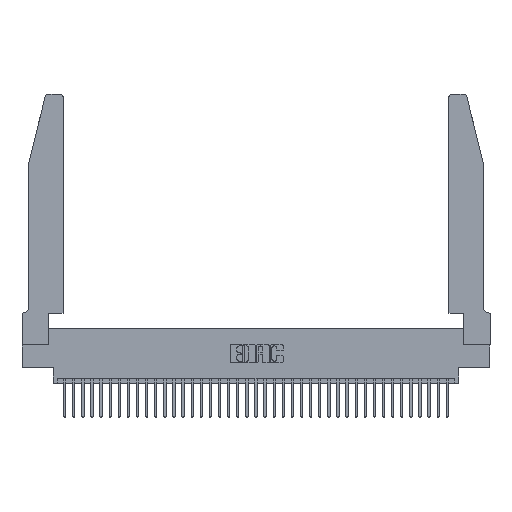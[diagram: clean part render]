
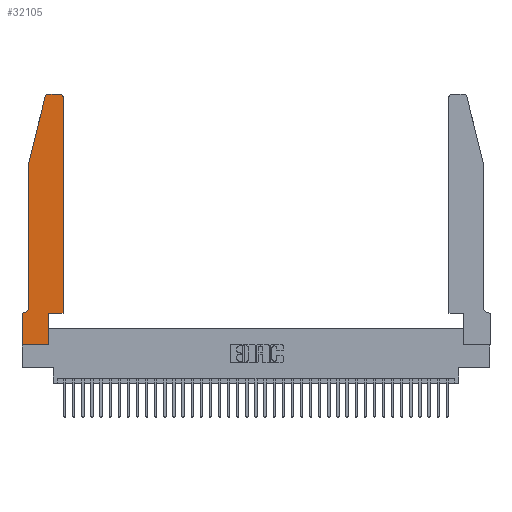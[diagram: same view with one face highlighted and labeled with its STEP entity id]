
A CAD part, top view. The second image highlights one B-rep face of the part: STEP entity #32105.
In plain terms, the highlighted planar face has unit normal (0, 0, 1).
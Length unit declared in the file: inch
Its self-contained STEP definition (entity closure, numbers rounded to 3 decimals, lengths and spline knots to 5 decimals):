
#321 = LINE ( 'NONE', #22030, #37506 ) ;
#795 = EDGE_CURVE ( 'NONE', #27000, #12355, #29409, .T. ) ;
#1312 = EDGE_CURVE ( 'NONE', #34123, #27000, #37217, .T. ) ;
#1570 = CARTESIAN_POINT ( 'NONE',  ( 0.2605, 2.75, 0.37 ) ) ;
#1636 = CARTESIAN_POINT ( 'NONE',  ( 0.0755, 2., 0.37 ) ) ;
#1703 = EDGE_CURVE ( 'NONE', #10692, #14107, #19679, .T. ) ;
#1886 = ORIENTED_EDGE ( 'NONE', *, *, #3137, .T. ) ;
#2058 = ORIENTED_EDGE ( 'NONE', *, *, #11299, .T. ) ;
#2405 = PLANE ( 'NONE',  #27211 ) ;
#2422 = CIRCLE ( 'NONE', #10812, 0.03 ) ;
#2989 = CARTESIAN_POINT ( 'NONE',  ( 0.0755, 0.35, 0.37 ) ) ;
#3137 = EDGE_CURVE ( 'NONE', #33098, #26134, #33566, .T. ) ;
#4234 = DIRECTION ( 'NONE',  ( 0., -1., 0. ) ) ;
#4565 = ORIENTED_EDGE ( 'NONE', *, *, #23694, .T. ) ;
#4765 = ORIENTED_EDGE ( 'NONE', *, *, #1703, .T. ) ;
#4813 = DIRECTION ( 'NONE',  ( 0., 0., 1. ) ) ;
#5107 = VECTOR ( 'NONE', #19258, 39.37008 ) ;
#5834 = CARTESIAN_POINT ( 'NONE',  ( 0.0755, 2., 0.37 ) ) ;
#6406 = CARTESIAN_POINT ( 'NONE',  ( 0.0055, 0.35, 0.37 ) ) ;
#7212 = CARTESIAN_POINT ( 'NONE',  ( 0.0755, 2., 0.37 ) ) ;
#7578 = EDGE_CURVE ( 'NONE', #21150, #10692, #19712, .T. ) ;
#7604 = CARTESIAN_POINT ( 'NONE',  ( 0.4205, 2.75, 0.37 ) ) ;
#9084 = ORIENTED_EDGE ( 'NONE', *, *, #7578, .T. ) ;
#9532 = ORIENTED_EDGE ( 'NONE', *, *, #36551, .T. ) ;
#10261 = VERTEX_POINT ( 'NONE', #7604 ) ;
#10465 = VECTOR ( 'NONE', #12136, 39.37008 ) ;
#10692 = VERTEX_POINT ( 'NONE', #34939 ) ;
#10812 = AXIS2_PLACEMENT_3D ( 'NONE', #16857, #4813, #13955 ) ;
#11135 = DIRECTION ( 'NONE',  ( 0., 1., 0. ) ) ;
#11299 = EDGE_CURVE ( 'NONE', #14107, #26112, #27940, .T. ) ;
#12136 = DIRECTION ( 'NONE',  ( -0.239, -0.971, 0. ) ) ;
#12355 = VERTEX_POINT ( 'NONE', #6406 ) ;
#12812 = LINE ( 'NONE', #5834, #10465 ) ;
#13757 = EDGE_CURVE ( 'NONE', #10261, #33098, #19865, .T. ) ;
#13955 = DIRECTION ( 'NONE',  ( 1., 0., 0. ) ) ;
#13961 = CARTESIAN_POINT ( 'NONE',  ( 0.2865, 0.35, 0.37 ) ) ;
#14107 = VERTEX_POINT ( 'NONE', #25441 ) ;
#14133 = DIRECTION ( 'NONE',  ( 1., 0., 0. ) ) ;
#14380 = CARTESIAN_POINT ( 'NONE',  ( 0.2865, 0., 0.37 ) ) ;
#14853 = DIRECTION ( 'NONE',  ( 1., 0., 0. ) ) ;
#14890 = DIRECTION ( 'NONE',  ( 0., 1., 0. ) ) ;
#15137 = ORIENTED_EDGE ( 'NONE', *, *, #18202, .T. ) ;
#15230 = CARTESIAN_POINT ( 'NONE',  ( 0.25487, 2.72718, 0.37 ) ) ;
#16265 = EDGE_CURVE ( 'NONE', #12355, #34910, #26961, .T. ) ;
#16719 = ORIENTED_EDGE ( 'NONE', *, *, #795, .T. ) ;
#16857 = CARTESIAN_POINT ( 'NONE',  ( 0.4205, 2.72, 0.37 ) ) ;
#16895 = DIRECTION ( 'NONE',  ( -1., 0., 0. ) ) ;
#16936 = DIRECTION ( 'NONE',  ( 0., -1., 0. ) ) ;
#17319 = ORIENTED_EDGE ( 'NONE', *, *, #1312, .T. ) ;
#17393 = CARTESIAN_POINT ( 'NONE',  ( 0., 0., 0.37 ) ) ;
#17893 = EDGE_CURVE ( 'NONE', #34910, #25593, #321, .T. ) ;
#18149 = ORIENTED_EDGE ( 'NONE', *, *, #17893, .T. ) ;
#18202 = EDGE_CURVE ( 'NONE', #26134, #34123, #12812, .T. ) ;
#18709 = AXIS2_PLACEMENT_3D ( 'NONE', #19394, #19783, #16895 ) ;
#18991 = AXIS2_PLACEMENT_3D ( 'NONE', #26538, #29531, #35500 ) ;
#19258 = DIRECTION ( 'NONE',  ( -1., 0., 0. ) ) ;
#19394 = CARTESIAN_POINT ( 'NONE',  ( 0.0055, 0.42, 0.37 ) ) ;
#19679 = LINE ( 'NONE', #30103, #36456 ) ;
#19712 = LINE ( 'NONE', #13961, #21136 ) ;
#19783 = DIRECTION ( 'NONE',  ( 0., 0., -1. ) ) ;
#19865 = LINE ( 'NONE', #1570, #26862 ) ;
#20730 = DIRECTION ( 'NONE',  ( 0., 0., 1. ) ) ;
#21136 = VECTOR ( 'NONE', #11135, 39.37008 ) ;
#21150 = VERTEX_POINT ( 'NONE', #14380 ) ;
#22030 = CARTESIAN_POINT ( 'NONE',  ( 0., 0., 0.37 ) ) ;
#22129 = CARTESIAN_POINT ( 'NONE',  ( 0.284, 2.75, 0.37 ) ) ;
#22621 = CARTESIAN_POINT ( 'NONE',  ( 0., 0.35, 0.37 ) ) ;
#23694 = EDGE_CURVE ( 'NONE', #25593, #21150, #23874, .T. ) ;
#23874 = LINE ( 'NONE', #31627, #34133 ) ;
#25358 = DIRECTION ( 'NONE',  ( -1., 0., 0. ) ) ;
#25441 = CARTESIAN_POINT ( 'NONE',  ( 0.4505, 0.35, 0.37 ) ) ;
#25493 = FACE_OUTER_BOUND ( 'NONE', #35821, .T. ) ;
#25593 = VERTEX_POINT ( 'NONE', #17393 ) ;
#26112 = VERTEX_POINT ( 'NONE', #27217 ) ;
#26134 = VERTEX_POINT ( 'NONE', #15230 ) ;
#26150 = CARTESIAN_POINT ( 'NONE',  ( 0.0755, 0.42, 0.37 ) ) ;
#26181 = CARTESIAN_POINT ( 'NONE',  ( 0., 0.35, 0.37 ) ) ;
#26328 = DIRECTION ( 'NONE',  ( 1., 0., 0. ) ) ;
#26510 = ORIENTED_EDGE ( 'NONE', *, *, #13757, .T. ) ;
#26538 = CARTESIAN_POINT ( 'NONE',  ( 0.284, 2.72, 0.37 ) ) ;
#26764 = CARTESIAN_POINT ( 'NONE',  ( 0.4505, 0.35, 0.37 ) ) ;
#26862 = VECTOR ( 'NONE', #25358, 39.37008 ) ;
#26961 = LINE ( 'NONE', #2989, #5107 ) ;
#27000 = VERTEX_POINT ( 'NONE', #26150 ) ;
#27007 = VECTOR ( 'NONE', #16936, 39.37008 ) ;
#27211 = AXIS2_PLACEMENT_3D ( 'NONE', #26181, #20730, #26328 ) ;
#27217 = CARTESIAN_POINT ( 'NONE',  ( 0.4505, 2.72, 0.37 ) ) ;
#27940 = LINE ( 'NONE', #26764, #37694 ) ;
#29409 = CIRCLE ( 'NONE', #18709, 0.07 ) ;
#29531 = DIRECTION ( 'NONE',  ( 0., 0., 1. ) ) ;
#30103 = CARTESIAN_POINT ( 'NONE',  ( 0.4505, 0.35, 0.37 ) ) ;
#30807 = ORIENTED_EDGE ( 'NONE', *, *, #16265, .T. ) ;
#31627 = CARTESIAN_POINT ( 'NONE',  ( 0., 0., 0.37 ) ) ;
#32105 = ADVANCED_FACE ( 'NONE', ( #25493 ), #2405, .T. ) ;
#33098 = VERTEX_POINT ( 'NONE', #22129 ) ;
#33566 = CIRCLE ( 'NONE', #18991, 0.03 ) ;
#34123 = VERTEX_POINT ( 'NONE', #7212 ) ;
#34133 = VECTOR ( 'NONE', #14133, 39.37008 ) ;
#34910 = VERTEX_POINT ( 'NONE', #22621 ) ;
#34939 = CARTESIAN_POINT ( 'NONE',  ( 0.2865, 0.35, 0.37 ) ) ;
#35500 = DIRECTION ( 'NONE',  ( 1., 0., 0. ) ) ;
#35821 = EDGE_LOOP ( 'NONE', ( #26510, #1886, #15137, #17319, #16719, #30807, #18149, #4565, #9084, #4765, #2058, #9532 ) ) ;
#36456 = VECTOR ( 'NONE', #14853, 39.37008 ) ;
#36551 = EDGE_CURVE ( 'NONE', #26112, #10261, #2422, .T. ) ;
#37217 = LINE ( 'NONE', #1636, #27007 ) ;
#37506 = VECTOR ( 'NONE', #4234, 39.37008 ) ;
#37694 = VECTOR ( 'NONE', #14890, 39.37008 ) ;
